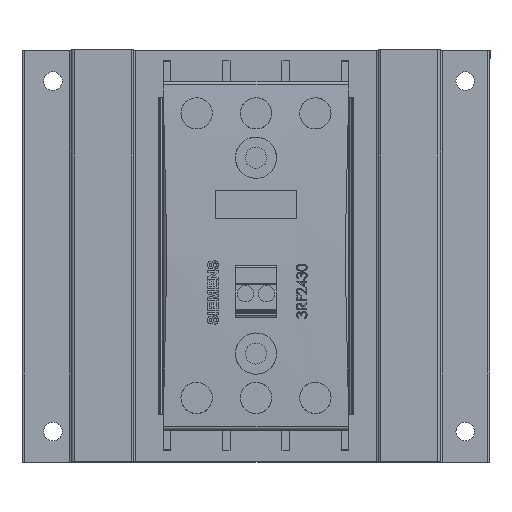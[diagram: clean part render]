
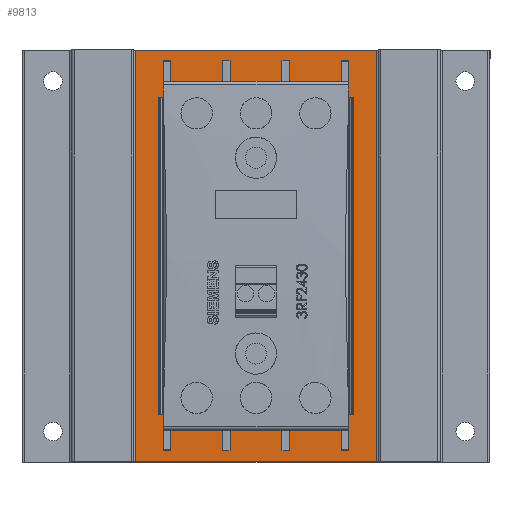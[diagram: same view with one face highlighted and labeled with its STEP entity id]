
A CAD part, top view. The second image highlights one B-rep face of the part: STEP entity #9813.
In plain terms, the highlighted face is planar.
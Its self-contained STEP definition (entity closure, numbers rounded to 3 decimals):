
#8598 = EDGE_CURVE ( 'NONE', #8599, #8600, #17870, .T. ) ;
#8599 = VERTEX_POINT ( 'NONE', #17866 ) ;
#8600 = VERTEX_POINT ( 'NONE', #17865 ) ;
#8622 = EDGE_CURVE ( 'NONE', #8623, #8624, #17953, .T. ) ;
#8623 = VERTEX_POINT ( 'NONE', #17949 ) ;
#8624 = VERTEX_POINT ( 'NONE', #17948 ) ;
#8695 = VERTEX_POINT ( 'NONE', #18066 ) ;
#8697 = EDGE_CURVE ( 'NONE', #8695, #8698, #18065, .T. ) ;
#8698 = VERTEX_POINT ( 'NONE', #18061 ) ;
#8722 = VERTEX_POINT ( 'NONE', #18083 ) ;
#8724 = EDGE_CURVE ( 'NONE', #8722, #8725, #18147, .T. ) ;
#8725 = VERTEX_POINT ( 'NONE', #18143 ) ;
#8789 = VERTEX_POINT ( 'NONE', #18269 ) ;
#8791 = EDGE_CURVE ( 'NONE', #8789, #8792, #18268, .T. ) ;
#8792 = VERTEX_POINT ( 'NONE', #18264 ) ;
#9287 = VERTEX_POINT ( 'NONE', #19165 ) ;
#9290 = EDGE_CURVE ( 'NONE', #9291, #9287, #19163, .T. ) ;
#9291 = VERTEX_POINT ( 'NONE', #19159 ) ;
#9790 = EDGE_CURVE ( 'NONE', #8695, #8599, #20053, .T. ) ;
#9791 = ORIENTED_EDGE ( 'NONE', *, *, #8598, .T. ) ;
#9792 = ORIENTED_EDGE ( 'NONE', *, *, #8791, .F. ) ;
#9793 = ORIENTED_EDGE ( 'NONE', *, *, #9794, .T. ) ;
#9794 = EDGE_CURVE ( 'NONE', #8789, #9291, #20049, .T. ) ;
#9795 = EDGE_LOOP ( 'NONE', ( #9796, #9798, #9799, #9801 ) ) ;
#9796 = ORIENTED_EDGE ( 'NONE', *, *, #9797, .T. ) ;
#9797 = EDGE_CURVE ( 'NONE', #8722, #8623, #20045, .T. ) ;
#9798 = ORIENTED_EDGE ( 'NONE', *, *, #8622, .T. ) ;
#9799 = ORIENTED_EDGE ( 'NONE', *, *, #9800, .F. ) ;
#9800 = EDGE_CURVE ( 'NONE', #8725, #8624, #20041, .T. ) ;
#9801 = ORIENTED_EDGE ( 'NONE', *, *, #8724, .F. ) ;
#9802 = EDGE_LOOP ( 'NONE', ( #9803, #9866, #9869, #9872 ) ) ;
#9803 = ORIENTED_EDGE ( 'NONE', *, *, #9804, .F. ) ;
#9804 = EDGE_CURVE ( 'NONE', #9864, #9865, #20102, .T. ) ;
#9813 = ADVANCED_FACE ( 'NONE', ( #20083, #20082, #20081, #20080 ), #20079, .F. ) ;
#9814 = EDGE_LOOP ( 'NONE', ( #9815, #9816, #9792, #9793 ) ) ;
#9815 = ORIENTED_EDGE ( 'NONE', *, *, #9290, .T. ) ;
#9816 = ORIENTED_EDGE ( 'NONE', *, *, #9817, .F. ) ;
#9817 = EDGE_CURVE ( 'NONE', #8792, #9287, #20074, .T. ) ;
#9851 = ORIENTED_EDGE ( 'NONE', *, *, #9852, .F. ) ;
#9852 = EDGE_CURVE ( 'NONE', #8698, #8600, #20148, .T. ) ;
#9853 = ORIENTED_EDGE ( 'NONE', *, *, #8697, .F. ) ;
#9864 = VERTEX_POINT ( 'NONE', #20192 ) ;
#9865 = VERTEX_POINT ( 'NONE', #20191 ) ;
#9866 = ORIENTED_EDGE ( 'NONE', *, *, #9867, .T. ) ;
#9867 = EDGE_CURVE ( 'NONE', #9864, #9868, #20190, .T. ) ;
#9868 = VERTEX_POINT ( 'NONE', #20186 ) ;
#9869 = ORIENTED_EDGE ( 'NONE', *, *, #9870, .T. ) ;
#9870 = EDGE_CURVE ( 'NONE', #9868, #9871, #20185, .T. ) ;
#9871 = VERTEX_POINT ( 'NONE', #20181 ) ;
#9872 = ORIENTED_EDGE ( 'NONE', *, *, #9873, .F. ) ;
#9873 = EDGE_CURVE ( 'NONE', #9865, #9871, #20180, .T. ) ;
#9874 = EDGE_LOOP ( 'NONE', ( #9875, #9791, #9851, #9853 ) ) ;
#9875 = ORIENTED_EDGE ( 'NONE', *, *, #9790, .T. ) ;
#17865 = CARTESIAN_POINT ( 'NONE',  ( -40.752, -0.45, -35.957 ) ) ;
#17866 = CARTESIAN_POINT ( 'NONE',  ( 36.248, -0.45, -35.957 ) ) ;
#17867 = DIRECTION ( 'NONE',  ( -1., 0., 0. ) ) ;
#17868 = VECTOR ( 'NONE', #17867, 1000. ) ;
#17869 = CARTESIAN_POINT ( 'NONE',  ( 201.929, -0.45, -35.957 ) ) ;
#17870 = LINE ( 'NONE', #17869, #17868 ) ;
#17948 = CARTESIAN_POINT ( 'NONE',  ( -40.752, -0.45, 10.543 ) ) ;
#17949 = CARTESIAN_POINT ( 'NONE',  ( 36.248, -0.45, 10.543 ) ) ;
#17950 = DIRECTION ( 'NONE',  ( -1., 0., 0. ) ) ;
#17951 = VECTOR ( 'NONE', #17950, 1000. ) ;
#17952 = CARTESIAN_POINT ( 'NONE',  ( 201.929, -0.45, 10.543 ) ) ;
#17953 = LINE ( 'NONE', #17952, #17951 ) ;
#18061 = CARTESIAN_POINT ( 'NONE',  ( -40.752, -0.45, -36.957 ) ) ;
#18062 = DIRECTION ( 'NONE',  ( -1., 0., 0. ) ) ;
#18063 = VECTOR ( 'NONE', #18062, 1000. ) ;
#18064 = CARTESIAN_POINT ( 'NONE',  ( 201.929, -0.45, -36.957 ) ) ;
#18065 = LINE ( 'NONE', #18064, #18063 ) ;
#18066 = CARTESIAN_POINT ( 'NONE',  ( 36.248, -0.45, -36.957 ) ) ;
#18083 = CARTESIAN_POINT ( 'NONE',  ( 36.248, -0.45, 9.543 ) ) ;
#18143 = CARTESIAN_POINT ( 'NONE',  ( -40.752, -0.45, 9.543 ) ) ;
#18144 = DIRECTION ( 'NONE',  ( -1., 0., 0. ) ) ;
#18145 = VECTOR ( 'NONE', #18144, 1000. ) ;
#18146 = CARTESIAN_POINT ( 'NONE',  ( 201.929, -0.45, 9.543 ) ) ;
#18147 = LINE ( 'NONE', #18146, #18145 ) ;
#18264 = CARTESIAN_POINT ( 'NONE',  ( 47.648, -0.45, 16.043 ) ) ;
#18265 = DIRECTION ( 'NONE',  ( 0., 0., 1. ) ) ;
#18266 = VECTOR ( 'NONE', #18265, 1000. ) ;
#18267 = CARTESIAN_POINT ( 'NONE',  ( 47.648, -0.45, -35.607 ) ) ;
#18268 = LINE ( 'NONE', #18267, #18266 ) ;
#18269 = CARTESIAN_POINT ( 'NONE',  ( 47.648, -0.45, -42.457 ) ) ;
#19159 = CARTESIAN_POINT ( 'NONE',  ( -52.152, -0.45, -42.457 ) ) ;
#19160 = DIRECTION ( 'NONE',  ( 0., 0., 1. ) ) ;
#19161 = VECTOR ( 'NONE', #19160, 1000. ) ;
#19162 = CARTESIAN_POINT ( 'NONE',  ( -52.152, -0.45, -35.607 ) ) ;
#19163 = LINE ( 'NONE', #19162, #19161 ) ;
#19165 = CARTESIAN_POINT ( 'NONE',  ( -52.152, -0.45, 16.043 ) ) ;
#20041 = LINE ( 'NONE', #20105, #20104 ) ;
#20042 = DIRECTION ( 'NONE',  ( 0., 0., 1. ) ) ;
#20043 = VECTOR ( 'NONE', #20042, 1000. ) ;
#20044 = CARTESIAN_POINT ( 'NONE',  ( 36.248, -0.45, -42.457 ) ) ;
#20045 = LINE ( 'NONE', #20044, #20043 ) ;
#20046 = DIRECTION ( 'NONE',  ( -1., 0., 0. ) ) ;
#20047 = VECTOR ( 'NONE', #20046, 1000. ) ;
#20048 = CARTESIAN_POINT ( 'NONE',  ( 201.929, -0.45, -42.457 ) ) ;
#20049 = LINE ( 'NONE', #20048, #20047 ) ;
#20050 = DIRECTION ( 'NONE',  ( 0., 0., 1. ) ) ;
#20051 = VECTOR ( 'NONE', #20050, 1000. ) ;
#20052 = CARTESIAN_POINT ( 'NONE',  ( 36.248, -0.45, -42.457 ) ) ;
#20053 = LINE ( 'NONE', #20052, #20051 ) ;
#20074 = LINE ( 'NONE', #20138, #20137 ) ;
#20075 = DIRECTION ( 'NONE',  ( 0., 0., -1. ) ) ;
#20076 = DIRECTION ( 'NONE',  ( 0., -1., 0. ) ) ;
#20077 = CARTESIAN_POINT ( 'NONE',  ( 201.929, -0.45, -35.607 ) ) ;
#20078 = AXIS2_PLACEMENT_3D ( 'NONE', #20077, #20076, #20075 ) ;
#20079 = PLANE ( 'NONE',  #20078 ) ;
#20080 = FACE_BOUND ( 'NONE', #9874, .T. ) ;
#20081 = FACE_BOUND ( 'NONE', #9802, .T. ) ;
#20082 = FACE_BOUND ( 'NONE', #9795, .T. ) ;
#20083 = FACE_OUTER_BOUND ( 'NONE', #9814, .T. ) ;
#20099 = DIRECTION ( 'NONE',  ( -1., 0., 0. ) ) ;
#20100 = VECTOR ( 'NONE', #20099, 1000. ) ;
#20101 = CARTESIAN_POINT ( 'NONE',  ( 201.929, -0.45, -35.607 ) ) ;
#20102 = LINE ( 'NONE', #20101, #20100 ) ;
#20103 = DIRECTION ( 'NONE',  ( 0., 0., 1. ) ) ;
#20104 = VECTOR ( 'NONE', #20103, 1000. ) ;
#20105 = CARTESIAN_POINT ( 'NONE',  ( -40.752, -0.45, -42.457 ) ) ;
#20136 = DIRECTION ( 'NONE',  ( -1., 0., 0. ) ) ;
#20137 = VECTOR ( 'NONE', #20136, 1000. ) ;
#20138 = CARTESIAN_POINT ( 'NONE',  ( 201.929, -0.45, 16.043 ) ) ;
#20145 = DIRECTION ( 'NONE',  ( 0., 0., 1. ) ) ;
#20146 = VECTOR ( 'NONE', #20145, 1000. ) ;
#20147 = CARTESIAN_POINT ( 'NONE',  ( -40.752, -0.45, -42.457 ) ) ;
#20148 = LINE ( 'NONE', #20147, #20146 ) ;
#20177 = DIRECTION ( 'NONE',  ( 0., 0., 1. ) ) ;
#20178 = VECTOR ( 'NONE', #20177, 1000. ) ;
#20179 = CARTESIAN_POINT ( 'NONE',  ( -40.752, -0.45, -42.457 ) ) ;
#20180 = LINE ( 'NONE', #20179, #20178 ) ;
#20181 = CARTESIAN_POINT ( 'NONE',  ( -40.752, -0.45, 9.193 ) ) ;
#20182 = DIRECTION ( 'NONE',  ( -1., 0., 0. ) ) ;
#20183 = VECTOR ( 'NONE', #20182, 1000. ) ;
#20184 = CARTESIAN_POINT ( 'NONE',  ( 201.929, -0.45, 9.193 ) ) ;
#20185 = LINE ( 'NONE', #20184, #20183 ) ;
#20186 = CARTESIAN_POINT ( 'NONE',  ( 36.248, -0.45, 9.193 ) ) ;
#20187 = DIRECTION ( 'NONE',  ( 0., 0., 1. ) ) ;
#20188 = VECTOR ( 'NONE', #20187, 1000. ) ;
#20189 = CARTESIAN_POINT ( 'NONE',  ( 36.248, -0.45, -42.457 ) ) ;
#20190 = LINE ( 'NONE', #20189, #20188 ) ;
#20191 = CARTESIAN_POINT ( 'NONE',  ( -40.752, -0.45, -35.607 ) ) ;
#20192 = CARTESIAN_POINT ( 'NONE',  ( 36.248, -0.45, -35.607 ) ) ;
